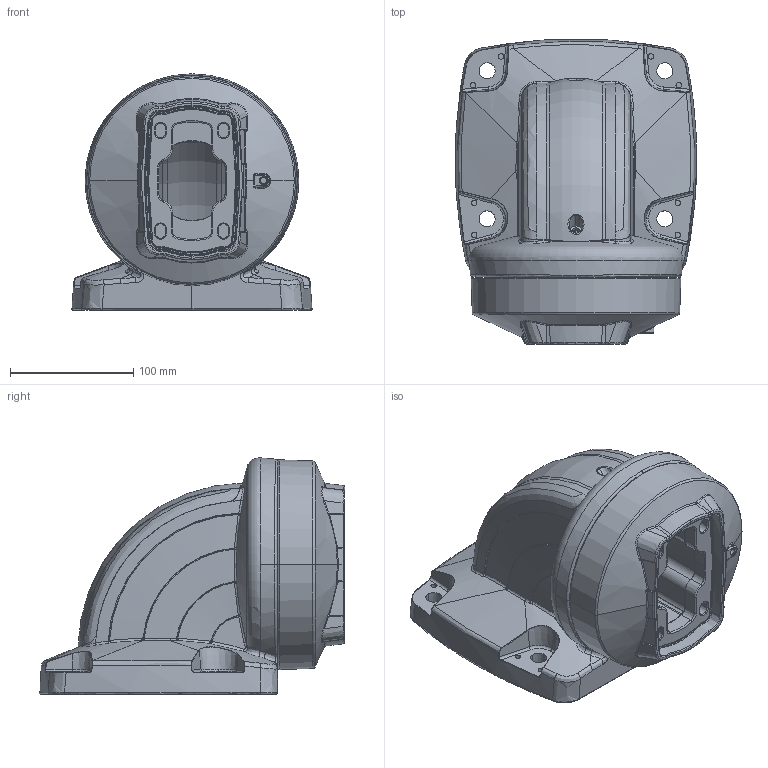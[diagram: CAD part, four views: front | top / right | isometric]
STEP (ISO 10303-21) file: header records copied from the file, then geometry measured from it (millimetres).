
FILE_DESCRIPTION (( 'STEP AP203' ), '1' );
FILE_NAME ('TK120.710.STEP', '2016-05-06T11:58:42', ( '' ), ( '' ), 'SwSTEP 2.0', 'SolidWorks 2013', '' );
FILE_SCHEMA (( 'CONFIG_CONTROL_DESIGN' ));
Length unit declared in the file: millimetre
Products named in the file (1): TK120.710
Bounding box: 195.29 x 247.58 x 191.48 mm (x, y, z)
Volume: 2239074.1 mm3; surface area: 364767.1 mm2
Topology: 3 solids, 42 shells, 1816 faces, 4263 edges, 2462 vertices
Faces by surface type: bspline 942, cone 248, torus 221, cylinder 181, plane 175, sphere 49
Entity records: 96298 total; most frequent: CARTESIAN_POINT 62296, ORIENTED_EDGE 8330, DIRECTION 5344, EDGE_CURVE 4165, VERTEX_POINT 2458, AXIS2_PLACEMENT_3D 2380, B_SPLINE_CURVE_WITH_KNOTS 1958, EDGE_LOOP 1859
